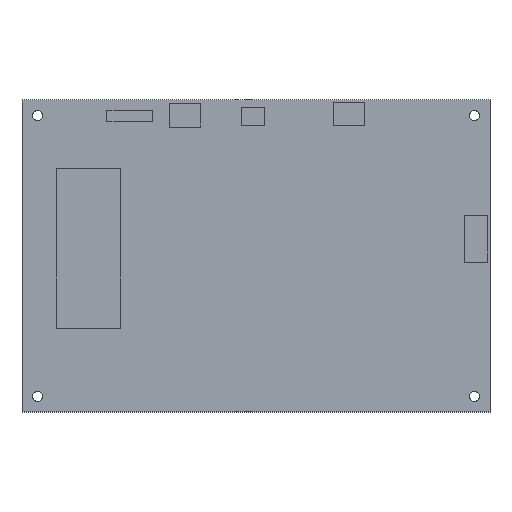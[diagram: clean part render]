
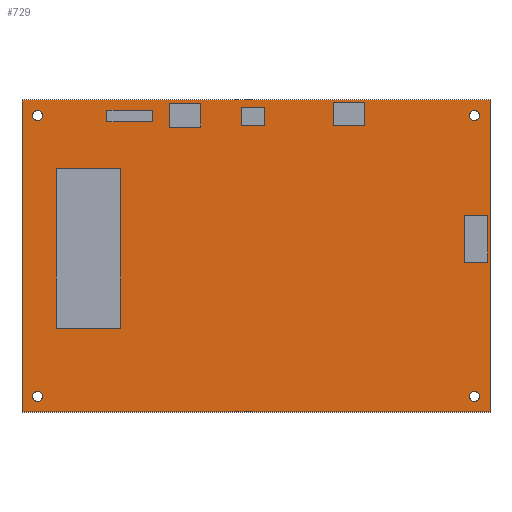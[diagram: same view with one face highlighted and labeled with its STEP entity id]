
A CAD part, top view. The second image highlights one B-rep face of the part: STEP entity #729.
In plain terms, the highlighted planar face has unit normal (0, 0, 1).
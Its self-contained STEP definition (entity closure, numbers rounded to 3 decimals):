
#31=FACE_BOUND('',#136,.T.);
#32=FACE_BOUND('',#137,.T.);
#33=FACE_BOUND('',#138,.T.);
#34=FACE_BOUND('',#139,.T.);
#43=PLANE('',#804);
#89=FACE_OUTER_BOUND('',#135,.T.);
#135=EDGE_LOOP('',(#557,#558,#559,#560));
#136=EDGE_LOOP('',(#561));
#137=EDGE_LOOP('',(#562));
#138=EDGE_LOOP('',(#563));
#139=EDGE_LOOP('',(#564));
#185=LINE('',#1074,#273);
#189=LINE('',#1082,#277);
#192=LINE('',#1088,#280);
#195=LINE('',#1093,#283);
#273=VECTOR('',#877,10.);
#277=VECTOR('',#883,10.);
#280=VECTOR('',#888,10.);
#283=VECTOR('',#893,10.);
#358=CIRCLE('',#790,1.6);
#360=CIRCLE('',#793,1.6);
#362=CIRCLE('',#796,1.6);
#364=CIRCLE('',#799,1.6);
#366=VERTEX_POINT('',#1050);
#368=VERTEX_POINT('',#1056);
#370=VERTEX_POINT('',#1062);
#372=VERTEX_POINT('',#1068);
#373=VERTEX_POINT('',#1072);
#374=VERTEX_POINT('',#1073);
#377=VERTEX_POINT('',#1081);
#379=VERTEX_POINT('',#1087);
#431=EDGE_CURVE('',#366,#366,#358,.T.);
#434=EDGE_CURVE('',#368,#368,#360,.T.);
#437=EDGE_CURVE('',#370,#370,#362,.T.);
#440=EDGE_CURVE('',#372,#372,#364,.T.);
#441=EDGE_CURVE('',#373,#374,#185,.T.);
#445=EDGE_CURVE('',#374,#377,#189,.T.);
#448=EDGE_CURVE('',#377,#379,#192,.T.);
#451=EDGE_CURVE('',#379,#373,#195,.T.);
#557=ORIENTED_EDGE('',*,*,#451,.T.);
#558=ORIENTED_EDGE('',*,*,#441,.T.);
#559=ORIENTED_EDGE('',*,*,#445,.T.);
#560=ORIENTED_EDGE('',*,*,#448,.T.);
#561=ORIENTED_EDGE('',*,*,#440,.T.);
#562=ORIENTED_EDGE('',*,*,#437,.T.);
#563=ORIENTED_EDGE('',*,*,#434,.T.);
#564=ORIENTED_EDGE('',*,*,#431,.T.);
#729=ADVANCED_FACE('',(#89,#31,#32,#33,#34),#43,.T.);
#790=AXIS2_PLACEMENT_3D('',#1052,#852,#853);
#793=AXIS2_PLACEMENT_3D('',#1058,#859,#860);
#796=AXIS2_PLACEMENT_3D('',#1064,#866,#867);
#799=AXIS2_PLACEMENT_3D('',#1070,#873,#874);
#804=AXIS2_PLACEMENT_3D('',#1095,#895,#896);
#852=DIRECTION('center_axis',(0.,0.,-1.));
#853=DIRECTION('ref_axis',(1.,0.,0.));
#859=DIRECTION('center_axis',(0.,0.,-1.));
#860=DIRECTION('ref_axis',(1.,0.,0.));
#866=DIRECTION('center_axis',(0.,0.,-1.));
#867=DIRECTION('ref_axis',(1.,0.,0.));
#873=DIRECTION('center_axis',(0.,0.,-1.));
#874=DIRECTION('ref_axis',(1.,0.,0.));
#877=DIRECTION('',(1.,0.,0.));
#883=DIRECTION('',(0.,1.,0.));
#888=DIRECTION('',(-1.,0.,0.));
#893=DIRECTION('',(0.,-1.,0.));
#895=DIRECTION('center_axis',(0.,0.,1.));
#896=DIRECTION('ref_axis',(1.,0.,0.));
#1050=CARTESIAN_POINT('',(68.4,-45.,1.58));
#1052=CARTESIAN_POINT('Origin',(70.,-45.,1.58));
#1056=CARTESIAN_POINT('',(-71.6,-45.,1.58));
#1058=CARTESIAN_POINT('Origin',(-70.,-45.,1.58));
#1062=CARTESIAN_POINT('',(-71.6,45.,1.58));
#1064=CARTESIAN_POINT('Origin',(-70.,45.,1.58));
#1068=CARTESIAN_POINT('',(68.4,45.,1.58));
#1070=CARTESIAN_POINT('Origin',(70.,45.,1.58));
#1072=CARTESIAN_POINT('',(-75.,-50.,1.58));
#1073=CARTESIAN_POINT('',(75.,-50.,1.58));
#1074=CARTESIAN_POINT('',(-75.,-50.,1.58));
#1081=CARTESIAN_POINT('',(75.,50.,1.58));
#1082=CARTESIAN_POINT('',(75.,-50.,1.58));
#1087=CARTESIAN_POINT('',(-75.,50.,1.58));
#1088=CARTESIAN_POINT('',(75.,50.,1.58));
#1093=CARTESIAN_POINT('',(-75.,50.,1.58));
#1095=CARTESIAN_POINT('Origin',(0.,0.,1.58));
